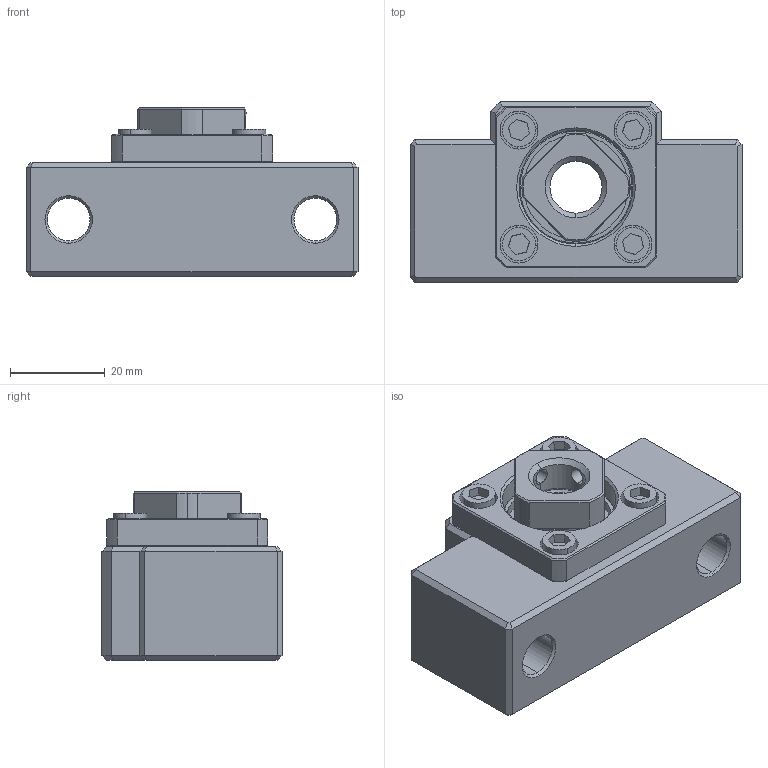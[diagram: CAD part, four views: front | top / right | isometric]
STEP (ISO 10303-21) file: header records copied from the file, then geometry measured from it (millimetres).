
FILE_DESCRIPTION (( 'STEP AP203' ), '1' );
FILE_NAME ('LK12組合圖.STEP', '2017-12-28T05:49:13', ( '' ), ( '' ), 'SwSTEP 2.0', 'SolidWorks 2017', '' );
FILE_SCHEMA (( 'CONFIG_CONTROL_DESIGN' ));
Length unit declared in the file: millimetre
Products named in the file (1): LK12組合圖
Bounding box: 70 x 38 x 35.6 mm (x, y, z)
Surface area: 17326.3 mm2 (no closed solid volume)
Topology: 0 solids, 17 shells, 235 faces, 567 edges, 353 vertices
Faces by surface type: plane 111, cylinder 65, cone 37, torus 14, sphere 4, bspline 4
Entity records: 7204 total; most frequent: CARTESIAN_POINT 1706, DIRECTION 1178, ORIENTED_EDGE 1025, EDGE_CURVE 557, AXIS2_PLACEMENT_3D 439, VERTEX_POINT 347, VECTOR 300, LINE 300
